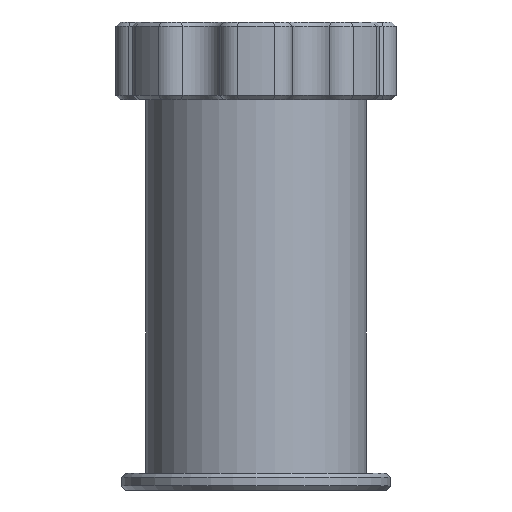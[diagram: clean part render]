
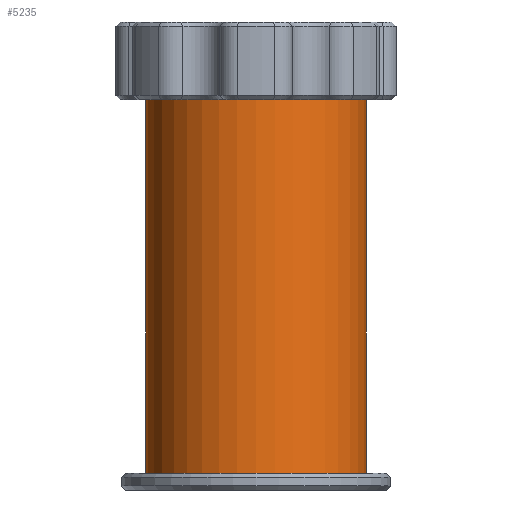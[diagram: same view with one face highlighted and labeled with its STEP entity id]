
A CAD part, front view. The second image highlights one B-rep face of the part: STEP entity #5235.
In plain terms, the highlighted cylindrical face has radius 26.25 mm (diameter 52.5 mm), a partial arc.
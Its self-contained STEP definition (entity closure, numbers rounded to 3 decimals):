
#488=FACE_OUTER_BOUND('',#790,.T.);
#790=EDGE_LOOP('',(#4266,#4267,#4268,#4269));
#1288=CIRCLE('',#5615,26.25);
#1311=CIRCLE('',#5708,26.25);
#1474=LINE('',#9678,#1785);
#1555=LINE('',#11616,#1866);
#1785=VECTOR('',#6464,10.);
#1866=VECTOR('',#6707,10.);
#2118=VERTEX_POINT('',#9383);
#2119=VERTEX_POINT('',#9385);
#2168=VERTEX_POINT('',#9676);
#2308=VERTEX_POINT('',#11615);
#2741=EDGE_CURVE('',#2118,#2119,#1288,.T.);
#2797=EDGE_CURVE('',#2168,#2118,#1474,.T.);
#3017=EDGE_CURVE('',#2119,#2308,#1555,.T.);
#3020=EDGE_CURVE('',#2308,#2168,#1311,.F.);
#4266=ORIENTED_EDGE('',*,*,#2797,.F.);
#4267=ORIENTED_EDGE('',*,*,#3020,.F.);
#4268=ORIENTED_EDGE('',*,*,#3017,.F.);
#4269=ORIENTED_EDGE('',*,*,#2741,.F.);
#5009=CYLINDRICAL_SURFACE('',#5709,26.25);
#5235=ADVANCED_FACE('',(#488),#5009,.T.);
#5615=AXIS2_PLACEMENT_3D('',#9386,#6415,#6416);
#5708=AXIS2_PLACEMENT_3D('',#11683,#6712,#6713);
#5709=AXIS2_PLACEMENT_3D('',#11684,#6714,#6715);
#6415=DIRECTION('center_axis',(0.,0.,
-1.));
#6416=DIRECTION('ref_axis',(-1.,0.,0.));
#6464=DIRECTION('',(0.,0.,-1.));
#6707=DIRECTION('',(0.,0.,1.));
#6712=DIRECTION('center_axis',(0.,0.,-1.));
#6713=DIRECTION('ref_axis',(-1.,0.,0.));
#6714=DIRECTION('center_axis',(0.,0.,-1.));
#6715=DIRECTION('ref_axis',(-1.,0.,0.));
#9383=CARTESIAN_POINT('',(13.096,-1.372,-9.5));
#9385=CARTESIAN_POINT('',(-39.344,-1.372,-9.5));
#9386=CARTESIAN_POINT('Origin',(-13.124,-0.114,-9.5));
#9676=CARTESIAN_POINT('',(13.096,-1.372,79.5));
#9678=CARTESIAN_POINT('',(13.096,-1.372,63.5));
#11615=CARTESIAN_POINT('',(-39.344,-1.372,79.5));
#11616=CARTESIAN_POINT('',(-39.344,-1.372,63.5));
#11683=CARTESIAN_POINT('Origin',(-13.124,-0.114,79.5));
#11684=CARTESIAN_POINT('Origin',(-13.124,-0.114,63.5));
